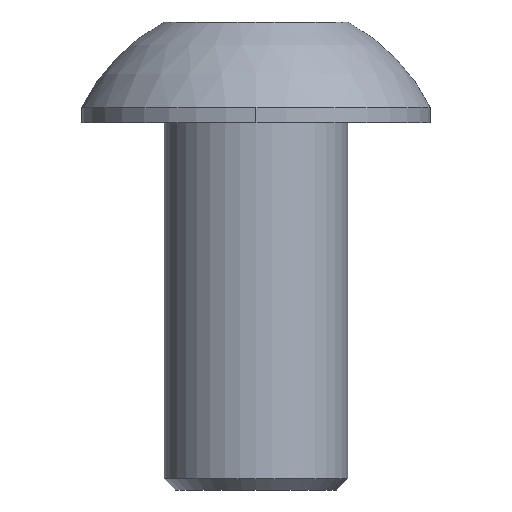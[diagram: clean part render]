
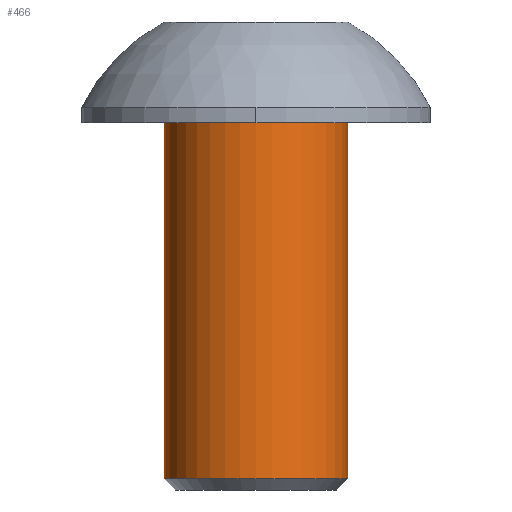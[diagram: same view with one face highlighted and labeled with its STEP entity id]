
A CAD part, left-side view. The second image highlights one B-rep face of the part: STEP entity #466.
In plain terms, the highlighted cylindrical face has radius 2.5 mm (diameter 5 mm), a partial arc.
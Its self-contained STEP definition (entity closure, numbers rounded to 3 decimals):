
#6 = EDGE_CURVE ( 'NONE', #735, #108, #696, .T. ) ;
#19 = DIRECTION ( 'NONE',  ( 1., 0., 0. ) ) ;
#24 = CARTESIAN_POINT ( 'NONE',  ( 0., 0., -2.75 ) ) ;
#31 = VECTOR ( 'NONE', #169, 1000. ) ;
#52 = ORIENTED_EDGE ( 'NONE', *, *, #722, .T. ) ;
#73 = CARTESIAN_POINT ( 'NONE',  ( 0., -2.5, -12.45 ) ) ;
#108 = VERTEX_POINT ( 'NONE', #73 ) ;
#127 = DIRECTION ( 'NONE',  ( 0., 0., -1. ) ) ;
#167 = DIRECTION ( 'NONE',  ( 0., 0., 1. ) ) ;
#169 = DIRECTION ( 'NONE',  ( 0., 0., -1. ) ) ;
#179 = VERTEX_POINT ( 'NONE', #666 ) ;
#220 = AXIS2_PLACEMENT_3D ( 'NONE', #24, #127, #19 ) ;
#243 = CARTESIAN_POINT ( 'NONE',  ( 0., 2.5, 4.321 ) ) ;
#253 = CARTESIAN_POINT ( 'NONE',  ( 0., -2.5, -2.75 ) ) ;
#265 = CARTESIAN_POINT ( 'NONE',  ( 0., 2.5, -12.45 ) ) ;
#273 = EDGE_CURVE ( 'NONE', #735, #179, #443, .T. ) ;
#276 = ORIENTED_EDGE ( 'NONE', *, *, #514, .T. ) ;
#301 = LINE ( 'NONE', #243, #326 ) ;
#326 = VECTOR ( 'NONE', #726, 1000. ) ;
#327 = ORIENTED_EDGE ( 'NONE', *, *, #273, .T. ) ;
#330 = ORIENTED_EDGE ( 'NONE', *, *, #6, .F. ) ;
#390 = FACE_OUTER_BOUND ( 'NONE', #446, .T. ) ;
#393 = AXIS2_PLACEMENT_3D ( 'NONE', #454, #698, #630 ) ;
#397 = VERTEX_POINT ( 'NONE', #265 ) ;
#400 = CYLINDRICAL_SURFACE ( 'NONE', #393, 2.5 ) ;
#443 = CIRCLE ( 'NONE', #220, 2.5 ) ;
#446 = EDGE_LOOP ( 'NONE', ( #330, #327, #52, #276 ) ) ;
#454 = CARTESIAN_POINT ( 'NONE',  ( 0., 0., 4.321 ) ) ;
#466 = ADVANCED_FACE ( 'NONE', ( #390 ), #400, .T. ) ;
#507 = CARTESIAN_POINT ( 'NONE',  ( 0., -2.5, 4.321 ) ) ;
#514 = EDGE_CURVE ( 'NONE', #397, #108, #623, .T. ) ;
#548 = AXIS2_PLACEMENT_3D ( 'NONE', #695, #167, #634 ) ;
#623 = CIRCLE ( 'NONE', #548, 2.5 ) ;
#630 = DIRECTION ( 'NONE',  ( 0., 1., 0. ) ) ;
#634 = DIRECTION ( 'NONE',  ( 0., 1., 0. ) ) ;
#666 = CARTESIAN_POINT ( 'NONE',  ( 0., 2.5, -2.75 ) ) ;
#695 = CARTESIAN_POINT ( 'NONE',  ( 0., 0., -12.45 ) ) ;
#696 = LINE ( 'NONE', #507, #31 ) ;
#698 = DIRECTION ( 'NONE',  ( 0., 0., -1. ) ) ;
#722 = EDGE_CURVE ( 'NONE', #179, #397, #301, .T. ) ;
#726 = DIRECTION ( 'NONE',  ( 0., 0., -1. ) ) ;
#735 = VERTEX_POINT ( 'NONE', #253 ) ;
